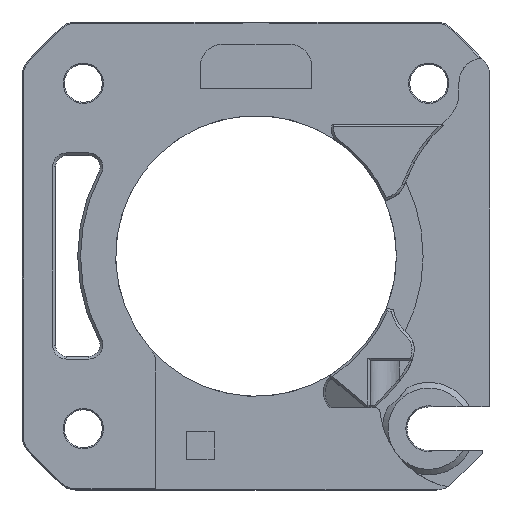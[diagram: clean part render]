
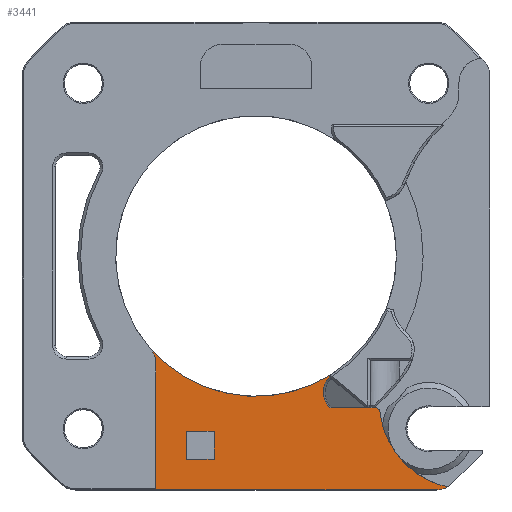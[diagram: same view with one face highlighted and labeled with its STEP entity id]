
A CAD part, top view. The second image highlights one B-rep face of the part: STEP entity #3441.
In plain terms, the highlighted planar face has unit normal (0, 0, 1).
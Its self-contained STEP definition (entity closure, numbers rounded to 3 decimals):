
#135=FACE_BOUND('',#662,.T.);
#264=PLANE('',#3788);
#454=FACE_OUTER_BOUND('',#661,.T.);
#661=EDGE_LOOP('',(#3159,#3160,#3161,#3162,#3163,#3164,#3165,#3166,#3167));
#662=EDGE_LOOP('',(#3168,#3169,#3170,#3171));
#726=CIRCLE('',#3569,12.6);
#739=CIRCLE('',#3604,2.);
#764=CIRCLE('',#3654,2.);
#796=CIRCLE('',#3731,2.);
#805=CIRCLE('',#3764,0.5);
#809=CIRCLE('',#3789,7.88);
#877=LINE('',#4971,#1158);
#881=LINE('',#4979,#1162);
#884=LINE('',#4985,#1165);
#887=LINE('',#4990,#1168);
#921=LINE('',#5711,#1202);
#981=LINE('',#6070,#1262);
#1039=LINE('',#6287,#1320);
#1158=VECTOR('',#4020,10.);
#1162=VECTOR('',#4026,10.);
#1165=VECTOR('',#4031,10.);
#1168=VECTOR('',#4036,10.);
#1202=VECTOR('',#4116,10.);
#1262=VECTOR('',#4336,10.);
#1320=VECTOR('',#4540,10.);
#1464=VERTEX_POINT('',#4969);
#1465=VERTEX_POINT('',#4970);
#1468=VERTEX_POINT('',#4978);
#1470=VERTEX_POINT('',#4984);
#1518=VERTEX_POINT('',#5560);
#1519=VERTEX_POINT('',#5562);
#1542=VERTEX_POINT('',#5708);
#1543=VERTEX_POINT('',#5710);
#1602=VERTEX_POINT('',#6062);
#1604=VERTEX_POINT('',#6068);
#1662=VERTEX_POINT('',#6285);
#1665=VERTEX_POINT('',#6294);
#1681=VERTEX_POINT('',#6428);
#1803=EDGE_CURVE('',#1464,#1465,#877,.T.);
#1807=EDGE_CURVE('',#1468,#1464,#881,.T.);
#1810=EDGE_CURVE('',#1470,#1468,#884,.T.);
#1813=EDGE_CURVE('',#1465,#1470,#887,.T.);
#1879=EDGE_CURVE('',#1519,#1518,#726,.T.);
#1907=EDGE_CURVE('',#1542,#1543,#921,.T.);
#1959=EDGE_CURVE('',#1519,#1542,#739,.F.);
#2019=EDGE_CURVE('',#1602,#1518,#764,.F.);
#2022=EDGE_CURVE('',#1604,#1602,#981,.T.);
#2118=EDGE_CURVE('',#1604,#1662,#1039,.T.);
#2123=EDGE_CURVE('',#1662,#1665,#796,.T.);
#2162=EDGE_CURVE('',#1543,#1681,#805,.T.);
#2191=EDGE_CURVE('',#1681,#1665,#809,.T.);
#3159=ORIENTED_EDGE('',*,*,#2022,.F.);
#3160=ORIENTED_EDGE('',*,*,#2118,.T.);
#3161=ORIENTED_EDGE('',*,*,#2123,.T.);
#3162=ORIENTED_EDGE('',*,*,#2191,.F.);
#3163=ORIENTED_EDGE('',*,*,#2162,.F.);
#3164=ORIENTED_EDGE('',*,*,#1907,.F.);
#3165=ORIENTED_EDGE('',*,*,#1959,.F.);
#3166=ORIENTED_EDGE('',*,*,#1879,.T.);
#3167=ORIENTED_EDGE('',*,*,#2019,.F.);
#3168=ORIENTED_EDGE('',*,*,#1803,.T.);
#3169=ORIENTED_EDGE('',*,*,#1813,.T.);
#3170=ORIENTED_EDGE('',*,*,#1810,.T.);
#3171=ORIENTED_EDGE('',*,*,#1807,.T.);
#3441=ADVANCED_FACE('',(#454,#135),#264,.T.);
#3569=AXIS2_PLACEMENT_3D('',#5563,#4092,#4093);
#3604=AXIS2_PLACEMENT_3D('',#5919,#4202,#4203);
#3654=AXIS2_PLACEMENT_3D('',#6064,#4330,#4331);
#3731=AXIS2_PLACEMENT_3D('',#6296,#4548,#4549);
#3764=AXIS2_PLACEMENT_3D('',#6429,#4639,#4640);
#3788=AXIS2_PLACEMENT_3D('',#6498,#4707,#4708);
#3789=AXIS2_PLACEMENT_3D('',#6499,#4709,#4710);
#4020=DIRECTION('',(1.,0.,0.));
#4026=DIRECTION('',(0.,1.,0.));
#4031=DIRECTION('',(-1.,0.,0.));
#4036=DIRECTION('',(0.,-1.,0.));
#4092=DIRECTION('center_axis',(0.,0.,-1.));
#4093=DIRECTION('ref_axis',(-1.,0.,0.));
#4116=DIRECTION('',(1.,0.,0.));
#4202=DIRECTION('center_axis',(0.,0.,-1.));
#4203=DIRECTION('ref_axis',(-0.551,0.834,0.));
#4330=DIRECTION('center_axis',(0.,0.,-1.));
#4331=DIRECTION('ref_axis',(0.936,0.351,0.));
#4336=DIRECTION('',(0.,1.,0.));
#4540=DIRECTION('',(1.,0.,0.));
#4548=DIRECTION('center_axis',(0.,0.,1.));
#4549=DIRECTION('ref_axis',(0.,-1.,0.));
#4639=DIRECTION('center_axis',(0.,0.,-1.));
#4640=DIRECTION('ref_axis',(0.992,0.125,0.));
#4707=DIRECTION('center_axis',(0.,0.,1.));
#4708=DIRECTION('ref_axis',(1.,0.,0.));
#4709=DIRECTION('center_axis',(0.,0.,1.));
#4710=DIRECTION('ref_axis',(0.992,0.125,0.));
#4969=CARTESIAN_POINT('',(-6.25,-15.75,7.7));
#4970=CARTESIAN_POINT('',(-3.75,-15.75,7.7));
#4971=CARTESIAN_POINT('',(-1.081,-15.75,7.7));
#4978=CARTESIAN_POINT('',(-6.25,-18.25,7.7));
#4979=CARTESIAN_POINT('',(-6.25,-16.924,7.7));
#4984=CARTESIAN_POINT('',(-3.75,-18.25,7.7));
#4985=CARTESIAN_POINT('',(0.169,-18.25,7.7));
#4990=CARTESIAN_POINT('',(-3.75,-15.674,7.7));
#5560=CARTESIAN_POINT('',(-9.493,-8.285,7.7));
#5562=CARTESIAN_POINT('',(6.945,-10.513,7.7));
#5563=CARTESIAN_POINT('Origin',(0.,0.,7.7));
#5708=CARTESIAN_POINT('',(6.636,-13.6,7.7));
#5710=CARTESIAN_POINT('',(10.635,-13.6,7.7));
#5711=CARTESIAN_POINT('',(4.374,-13.6,7.7));
#5919=CARTESIAN_POINT('Origin',(8.047,-12.182,7.7));
#6062=CARTESIAN_POINT('',(-9.,-9.6,7.7));
#6064=CARTESIAN_POINT('Origin',(-11.,-9.6,7.7));
#6068=CARTESIAN_POINT('',(-9.,-21.,7.7));
#6070=CARTESIAN_POINT('',(-9.,-18.299,7.7));
#6285=CARTESIAN_POINT('',(16.172,-21.,7.7));
#6287=CARTESIAN_POINT('',(-6.042,-21.,7.7));
#6294=CARTESIAN_POINT('',(17.177,-20.729,7.7));
#6296=CARTESIAN_POINT('Origin',(16.172,-19.,7.7));
#6428=CARTESIAN_POINT('',(11.131,-14.037,7.7));
#6429=CARTESIAN_POINT('Origin',(10.635,-14.1,7.7));
#6498=CARTESIAN_POINT('Origin',(4.089,-15.598,7.7));
#6499=CARTESIAN_POINT('Origin',(18.949,-13.051,7.7));
